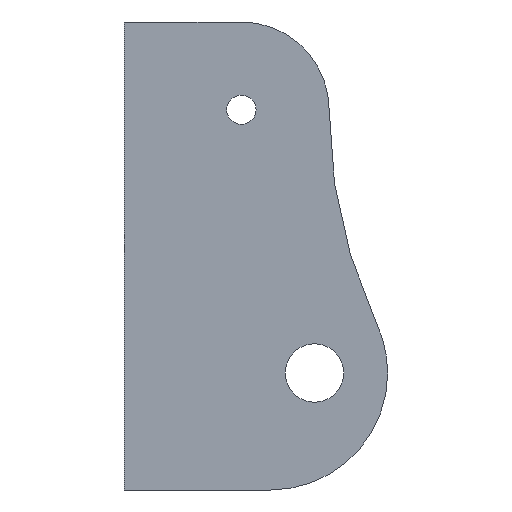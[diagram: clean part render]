
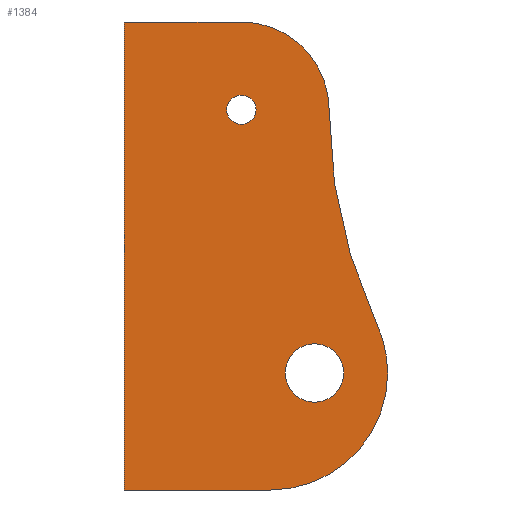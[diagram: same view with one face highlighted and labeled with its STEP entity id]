
A CAD part, left-side view. The second image highlights one B-rep face of the part: STEP entity #1384.
In plain terms, the highlighted planar face has unit normal (-1, 0, 0).
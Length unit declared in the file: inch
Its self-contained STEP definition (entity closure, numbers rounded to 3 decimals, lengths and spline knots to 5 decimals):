
#4 = CARTESIAN_POINT ( 'NONE',  ( -0.25, -0.75, 1.125 ) ) ;
#19 = ORIENTED_EDGE ( 'NONE', *, *, #1403, .F. ) ;
#25 = EDGE_CURVE ( 'NONE', #811, #1312, #956, .T. ) ;
#36 = DIRECTION ( 'NONE',  ( 0., 0., 1. ) ) ;
#47 = FACE_BOUND ( 'NONE', #1063, .T. ) ;
#55 = ORIENTED_EDGE ( 'NONE', *, *, #1012, .T. ) ;
#109 = CIRCLE ( 'NONE', #230, 4.3125 ) ;
#116 = DIRECTION ( 'NONE',  ( 0., 0., 1. ) ) ;
#117 = CARTESIAN_POINT ( 'NONE',  ( -0.25, -0.75, 1.25 ) ) ;
#138 = DIRECTION ( 'NONE',  ( 0., 0., 1. ) ) ;
#142 = DIRECTION ( 'NONE',  ( -1., 0., 0. ) ) ;
#146 = DIRECTION ( 'NONE',  ( 0., -1., 0. ) ) ;
#152 = VERTEX_POINT ( 'NONE', #1222 ) ;
#155 = AXIS2_PLACEMENT_3D ( 'NONE', #866, #1304, #950 ) ;
#160 = AXIS2_PLACEMENT_3D ( 'NONE', #117, #918, #1016 ) ;
#161 = CARTESIAN_POINT ( 'NONE',  ( -0.25, -0.75, 1.25 ) ) ;
#175 = CARTESIAN_POINT ( 'NONE',  ( -0.25, 0.25, 2. ) ) ;
#182 = AXIS2_PLACEMENT_3D ( 'NONE', #161, #1042, #489 ) ;
#194 = ORIENTED_EDGE ( 'NONE', *, *, #400, .T. ) ;
#202 = CIRCLE ( 'NONE', #155, 0.25 ) ;
#212 = ORIENTED_EDGE ( 'NONE', *, *, #1335, .T. ) ;
#219 = DIRECTION ( 'NONE',  ( -1., 0., 0. ) ) ;
#221 = CARTESIAN_POINT ( 'NONE',  ( -0.25, -1., -2. ) ) ;
#227 = EDGE_CURVE ( 'NONE', #358, #454, #234, .T. ) ;
#229 = DIRECTION ( 'NONE',  ( -1., 0., 0. ) ) ;
#230 = AXIS2_PLACEMENT_3D ( 'NONE', #695, #219, #809 ) ;
#234 = LINE ( 'NONE', #553, #580 ) ;
#259 = LINE ( 'NONE', #1387, #824 ) ;
#267 = DIRECTION ( 'NONE',  ( 0., 0., -1. ) ) ;
#316 = CARTESIAN_POINT ( 'NONE',  ( -0.25, 0.25, -2. ) ) ;
#337 = CARTESIAN_POINT ( 'NONE',  ( -0.25, -1., -1. ) ) ;
#338 = VERTEX_POINT ( 'NONE', #1399 ) ;
#358 = VERTEX_POINT ( 'NONE', #546 ) ;
#370 = ORIENTED_EDGE ( 'NONE', *, *, #439, .F. ) ;
#381 = AXIS2_PLACEMENT_3D ( 'NONE', #337, #229, #913 ) ;
#400 = EDGE_CURVE ( 'NONE', #1425, #949, #259, .T. ) ;
#407 = ORIENTED_EDGE ( 'NONE', *, *, #1396, .F. ) ;
#439 = EDGE_CURVE ( 'NONE', #1312, #811, #202, .T. ) ;
#444 = CIRCLE ( 'NONE', #1462, 0.125 ) ;
#454 = VERTEX_POINT ( 'NONE', #175 ) ;
#459 = VERTEX_POINT ( 'NONE', #857 ) ;
#481 = CARTESIAN_POINT ( 'NONE',  ( -0.25, -0.75, 1.25 ) ) ;
#489 = DIRECTION ( 'NONE',  ( 0., 0., 1. ) ) ;
#503 = CARTESIAN_POINT ( 'NONE',  ( -0.25, 0.25, 0. ) ) ;
#505 = ORIENTED_EDGE ( 'NONE', *, *, #1188, .T. ) ;
#516 = VECTOR ( 'NONE', #267, 39.37008 ) ;
#546 = CARTESIAN_POINT ( 'NONE',  ( -0.25, -0.75, 2. ) ) ;
#553 = CARTESIAN_POINT ( 'NONE',  ( -0.25, 0., 2. ) ) ;
#580 = VECTOR ( 'NONE', #1356, 39.37008 ) ;
#583 = ORIENTED_EDGE ( 'NONE', *, *, #25, .F. ) ;
#598 = ORIENTED_EDGE ( 'NONE', *, *, #227, .T. ) ;
#617 = CARTESIAN_POINT ( 'NONE',  ( -0.25, -1.375, -1. ) ) ;
#691 = CARTESIAN_POINT ( 'NONE',  ( -0.25, -1., -1. ) ) ;
#695 = CARTESIAN_POINT ( 'NONE',  ( -0.25, -5.8125, 1.25 ) ) ;
#730 = DIRECTION ( 'NONE',  ( 0., 0., 1. ) ) ;
#733 = CARTESIAN_POINT ( 'NONE',  ( -0.25, -1.375, -1.25 ) ) ;
#741 = ORIENTED_EDGE ( 'NONE', *, *, #1015, .F. ) ;
#809 = DIRECTION ( 'NONE',  ( 0., 0., 1. ) ) ;
#811 = VERTEX_POINT ( 'NONE', #1108 ) ;
#824 = VECTOR ( 'NONE', #146, 39.37008 ) ;
#827 = CIRCLE ( 'NONE', #182, 0.125 ) ;
#844 = VERTEX_POINT ( 'NONE', #4 ) ;
#855 = DIRECTION ( 'NONE',  ( -1., 0., 0. ) ) ;
#857 = CARTESIAN_POINT ( 'NONE',  ( -0.25, -1.5, 1.25 ) ) ;
#866 = CARTESIAN_POINT ( 'NONE',  ( -0.25, -1.375, -1. ) ) ;
#895 = AXIS2_PLACEMENT_3D ( 'NONE', #1172, #855, #730 ) ;
#913 = DIRECTION ( 'NONE',  ( 0., 0., 1. ) ) ;
#918 = DIRECTION ( 'NONE',  ( -1., 0., 0. ) ) ;
#941 = CIRCLE ( 'NONE', #1128, 1. ) ;
#949 = VERTEX_POINT ( 'NONE', #221 ) ;
#950 = DIRECTION ( 'NONE',  ( 0., 0., 1. ) ) ;
#956 = CIRCLE ( 'NONE', #1270, 0.25 ) ;
#971 = VERTEX_POINT ( 'NONE', #1426 ) ;
#1007 = CIRCLE ( 'NONE', #381, 1. ) ;
#1012 = EDGE_CURVE ( 'NONE', #949, #338, #1007, .T. ) ;
#1015 = EDGE_CURVE ( 'NONE', #459, #971, #109, .T. ) ;
#1016 = DIRECTION ( 'NONE',  ( 0., 0., 1. ) ) ;
#1032 = CIRCLE ( 'NONE', #160, 0.75 ) ;
#1042 = DIRECTION ( 'NONE',  ( -1., 0., 0. ) ) ;
#1045 = EDGE_LOOP ( 'NONE', ( #55, #1332, #741, #505, #598, #212, #194 ) ) ;
#1063 = EDGE_LOOP ( 'NONE', ( #583, #370 ) ) ;
#1066 = DIRECTION ( 'NONE',  ( -1., 0., 0. ) ) ;
#1108 = CARTESIAN_POINT ( 'NONE',  ( -0.25, -1.375, -0.75 ) ) ;
#1128 = AXIS2_PLACEMENT_3D ( 'NONE', #691, #1363, #116 ) ;
#1165 = LINE ( 'NONE', #503, #516 ) ;
#1172 = CARTESIAN_POINT ( 'NONE',  ( -0.25, 0.25, 0. ) ) ;
#1188 = EDGE_CURVE ( 'NONE', #459, #358, #1032, .T. ) ;
#1222 = CARTESIAN_POINT ( 'NONE',  ( -0.25, -0.75, 1.375 ) ) ;
#1270 = AXIS2_PLACEMENT_3D ( 'NONE', #617, #1066, #138 ) ;
#1275 = EDGE_LOOP ( 'NONE', ( #19, #407 ) ) ;
#1281 = FACE_BOUND ( 'NONE', #1275, .T. ) ;
#1292 = FACE_OUTER_BOUND ( 'NONE', #1045, .T. ) ;
#1304 = DIRECTION ( 'NONE',  ( -1., 0., 0. ) ) ;
#1312 = VERTEX_POINT ( 'NONE', #733 ) ;
#1332 = ORIENTED_EDGE ( 'NONE', *, *, #1435, .T. ) ;
#1335 = EDGE_CURVE ( 'NONE', #454, #1425, #1165, .T. ) ;
#1356 = DIRECTION ( 'NONE',  ( 0., 1., 0. ) ) ;
#1363 = DIRECTION ( 'NONE',  ( -1., 0., 0. ) ) ;
#1384 = ADVANCED_FACE ( 'NONE', ( #47, #1292, #1281 ), #1422, .T. ) ;
#1387 = CARTESIAN_POINT ( 'NONE',  ( -0.25, 0.25, -2. ) ) ;
#1396 = EDGE_CURVE ( 'NONE', #152, #844, #444, .T. ) ;
#1399 = CARTESIAN_POINT ( 'NONE',  ( -0.25, -2., -1. ) ) ;
#1403 = EDGE_CURVE ( 'NONE', #844, #152, #827, .T. ) ;
#1422 = PLANE ( 'NONE',  #895 ) ;
#1425 = VERTEX_POINT ( 'NONE', #316 ) ;
#1426 = CARTESIAN_POINT ( 'NONE',  ( -0.25, -1.90588, -0.57647 ) ) ;
#1435 = EDGE_CURVE ( 'NONE', #338, #971, #941, .T. ) ;
#1462 = AXIS2_PLACEMENT_3D ( 'NONE', #481, #142, #36 ) ;
